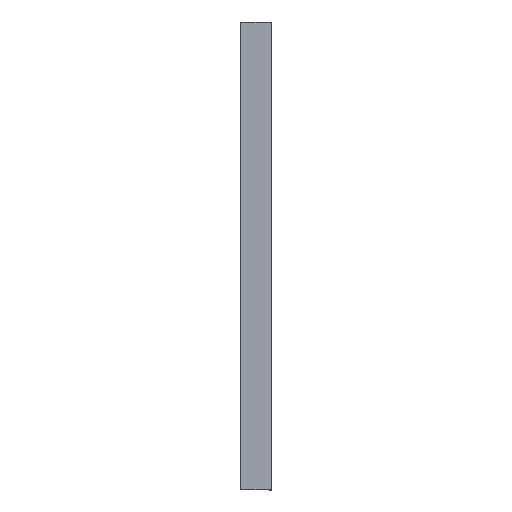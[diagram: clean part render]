
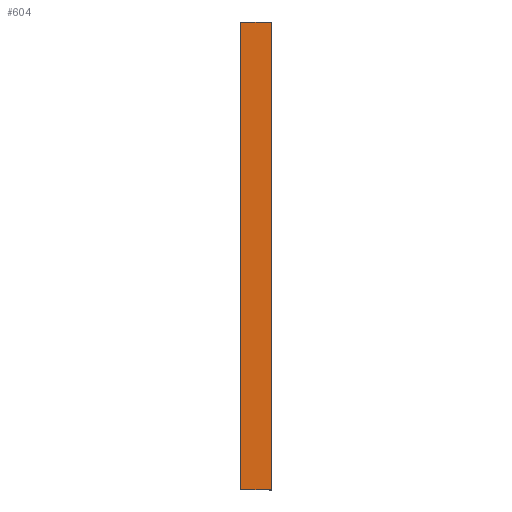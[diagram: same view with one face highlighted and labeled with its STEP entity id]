
A CAD part, front view. The second image highlights one B-rep face of the part: STEP entity #604.
In plain terms, the highlighted planar face has unit normal (0, -1, 0).
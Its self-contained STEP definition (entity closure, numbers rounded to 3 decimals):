
#21 = VECTOR ( 'NONE', #989, 1000. ) ;
#46 = CARTESIAN_POINT ( 'NONE',  ( 98., 0., 0. ) ) ;
#49 = CARTESIAN_POINT ( 'NONE',  ( -100., 0., 0. ) ) ;
#73 = ORIENTED_EDGE ( 'NONE', *, *, #212, .T. ) ;
#129 = DIRECTION ( 'NONE',  ( 0., -1., 0. ) ) ;
#156 = DIRECTION ( 'NONE',  ( -1., 0., 0. ) ) ;
#179 = VERTEX_POINT ( 'NONE', #357 ) ;
#191 = DIRECTION ( 'NONE',  ( 0., 0., -1. ) ) ;
#197 = CARTESIAN_POINT ( 'NONE',  ( -98., 0., 0. ) ) ;
#212 = EDGE_CURVE ( 'NONE', #179, #364, #882, .T. ) ;
#239 = CARTESIAN_POINT ( 'NONE',  ( 98., 0., 3000. ) ) ;
#245 = VERTEX_POINT ( 'NONE', #197 ) ;
#273 = DIRECTION ( 'NONE',  ( 1., 0., 0. ) ) ;
#276 = ORIENTED_EDGE ( 'NONE', *, *, #824, .F. ) ;
#282 = VERTEX_POINT ( 'NONE', #430 ) ;
#287 = ORIENTED_EDGE ( 'NONE', *, *, #516, .T. ) ;
#288 = DIRECTION ( 'NONE',  ( -1., 0., 0. ) ) ;
#290 = EDGE_CURVE ( 'NONE', #381, #693, #460, .T. ) ;
#303 = DIRECTION ( 'NONE',  ( 1., 0., 0. ) ) ;
#304 = CARTESIAN_POINT ( 'NONE',  ( 100., 0., 3000. ) ) ;
#355 = PLANE ( 'NONE',  #962 ) ;
#357 = CARTESIAN_POINT ( 'NONE',  ( 98., 0., 0. ) ) ;
#358 = VECTOR ( 'NONE', #156, 1000. ) ;
#364 = VERTEX_POINT ( 'NONE', #973 ) ;
#375 = EDGE_CURVE ( 'NONE', #376, #364, #607, .T. ) ;
#376 = VERTEX_POINT ( 'NONE', #523 ) ;
#379 = LINE ( 'NONE', #684, #872 ) ;
#381 = VERTEX_POINT ( 'NONE', #239 ) ;
#402 = EDGE_CURVE ( 'NONE', #693, #282, #611, .T. ) ;
#430 = CARTESIAN_POINT ( 'NONE',  ( -100., 0., 3000. ) ) ;
#441 = ORIENTED_EDGE ( 'NONE', *, *, #801, .F. ) ;
#460 = LINE ( 'NONE', #602, #21 ) ;
#488 = VECTOR ( 'NONE', #273, 1000. ) ;
#504 = VECTOR ( 'NONE', #288, 1000. ) ;
#509 = FACE_OUTER_BOUND ( 'NONE', #843, .T. ) ;
#516 = EDGE_CURVE ( 'NONE', #282, #589, #784, .T. ) ;
#523 = CARTESIAN_POINT ( 'NONE',  ( 100., 0., 3000. ) ) ;
#542 = CARTESIAN_POINT ( 'NONE',  ( -100., 0., 0. ) ) ;
#589 = VERTEX_POINT ( 'NONE', #49 ) ;
#602 = CARTESIAN_POINT ( 'NONE',  ( -100., 0., 3000. ) ) ;
#604 = ADVANCED_FACE ( 'NONE', ( #509 ), #355, .T. ) ;
#605 = ORIENTED_EDGE ( 'NONE', *, *, #375, .F. ) ;
#607 = LINE ( 'NONE', #304, #870 ) ;
#611 = LINE ( 'NONE', #769, #933 ) ;
#673 = ORIENTED_EDGE ( 'NONE', *, *, #766, .F. ) ;
#684 = CARTESIAN_POINT ( 'NONE',  ( -100., 0., 3000. ) ) ;
#693 = VERTEX_POINT ( 'NONE', #733 ) ;
#699 = ORIENTED_EDGE ( 'NONE', *, *, #290, .T. ) ;
#727 = VECTOR ( 'NONE', #853, 1000. ) ;
#733 = CARTESIAN_POINT ( 'NONE',  ( -98., 0., 3000. ) ) ;
#736 = CARTESIAN_POINT ( 'NONE',  ( -100., 0., 3000. ) ) ;
#766 = EDGE_CURVE ( 'NONE', #245, #589, #915, .T. ) ;
#769 = CARTESIAN_POINT ( 'NONE',  ( -98., 0., 3000. ) ) ;
#784 = LINE ( 'NONE', #869, #727 ) ;
#801 = EDGE_CURVE ( 'NONE', #179, #245, #978, .T. ) ;
#824 = EDGE_CURVE ( 'NONE', #381, #376, #379, .T. ) ;
#834 = DIRECTION ( 'NONE',  ( 0., 0., -1. ) ) ;
#836 = ORIENTED_EDGE ( 'NONE', *, *, #402, .T. ) ;
#840 = DIRECTION ( 'NONE',  ( -1., 0., 0. ) ) ;
#843 = EDGE_LOOP ( 'NONE', ( #441, #73, #605, #276, #699, #836, #287, #673 ) ) ;
#853 = DIRECTION ( 'NONE',  ( 0., 0., -1. ) ) ;
#869 = CARTESIAN_POINT ( 'NONE',  ( -100., 0., 3000. ) ) ;
#870 = VECTOR ( 'NONE', #834, 1000. ) ;
#872 = VECTOR ( 'NONE', #303, 1000. ) ;
#882 = LINE ( 'NONE', #46, #488 ) ;
#902 = CARTESIAN_POINT ( 'NONE',  ( -100., 0., 0. ) ) ;
#915 = LINE ( 'NONE', #902, #358 ) ;
#933 = VECTOR ( 'NONE', #840, 1000. ) ;
#962 = AXIS2_PLACEMENT_3D ( 'NONE', #736, #129, #191 ) ;
#973 = CARTESIAN_POINT ( 'NONE',  ( 100., 0., 0. ) ) ;
#978 = LINE ( 'NONE', #542, #504 ) ;
#989 = DIRECTION ( 'NONE',  ( -1., 0., 0. ) ) ;
